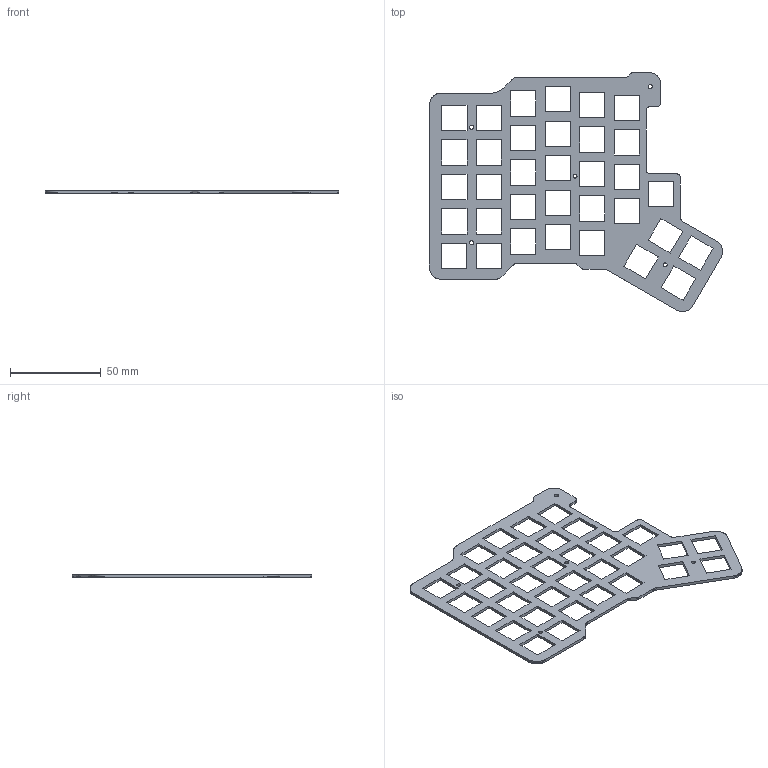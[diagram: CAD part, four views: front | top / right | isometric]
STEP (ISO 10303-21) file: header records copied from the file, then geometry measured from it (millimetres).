
FILE_DESCRIPTION(('KiCad electronic assembly'),'2;1');
FILE_NAME('ZodiarkPi-TopPlate.step','2023-06-25T14:13:31',('Pcbnew'),( 'Kicad'),'Open CASCADE STEP processor 7.6','KiCad to STEP converter' ,'Unknown');
FILE_SCHEMA(('AUTOMOTIVE_DESIGN { 1 0 10303 214 1 1 1 1 }'));
Length unit declared in the file: millimetre
Products named in the file (2): ZodiarkPi-TopPlate 1; ZodiarkPi-TopPlate PCB
Assembly tree (1 placements, depth 2):
  ZodiarkPi-TopPlate 1
    ZodiarkPi-TopPlate PCB
Bounding box: 161.91 x 132.15 x 1.58 mm (x, y, z)
Volume: 12809 mm3; surface area: 20149.4 mm2
Topology: 1 solids, 1 shells, 385 faces, 1149 edges, 766 vertices
Faces by surface type: plane 380, cylinder 5
Full cylindrical faces by diameter (mm): 2.2 x5
Entity records: 27843 total; most frequent: CARTESIAN_POINT 4660, DIRECTION 4221, LINE 3427, VECTOR 3427, ORIENTED_EDGE 2298, PCURVE 2298, DEFINITIONAL_REPRESENTATION 2298, EDGE_CURVE 1149
